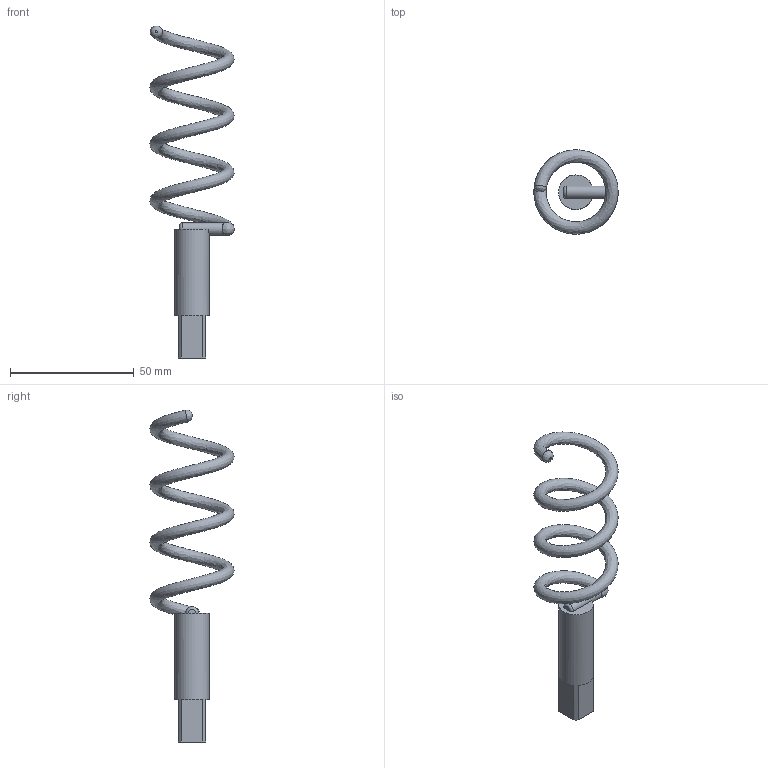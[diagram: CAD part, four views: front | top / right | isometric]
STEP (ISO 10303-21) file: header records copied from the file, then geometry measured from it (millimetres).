
FILE_DESCRIPTION(/* description */ (''),/* implementation_level */ '2;1');
FILE_NAME(/* name */ 'RoundWireScrew_v4.step',/* time_stamp */ '2024-04-29T11:50:56-04:00',/* author */ (''),/* organization */ (''),/* preprocessor_version */ 'ST-DEVELOPER v20',/* originating_system */ 'Autodesk Translation Framework v12.20.1.177',/* authorisation */ '');
FILE_SCHEMA (('AUTOMOTIVE_DESIGN { 1 0 10303 214 3 1 1 }'));
Length unit declared in the file: millimetre
Products named in the file (1): RoundWireScrew_v3
Bounding box: 33.99 x 33.99 x 133.87 mm (x, y, z)
Volume: 13882.7 mm3; surface area: 7780.7 mm2
Topology: 1 solids, 1 shells, 24 faces, 66 edges, 41 vertices
Faces by surface type: plane 14, bspline 5, cylinder 4, torus 1
Full cylindrical faces by diameter (mm): 5 x1, 13.96 x1
Entity records: 1657 total; most frequent: CARTESIAN_POINT 1063, ORIENTED_EDGE 126, DIRECTION 107, EDGE_CURVE 63, AXIS2_PLACEMENT_3D 43, VERTEX_POINT 41, FACE_OUTER_BOUND 24, EDGE_LOOP 24
